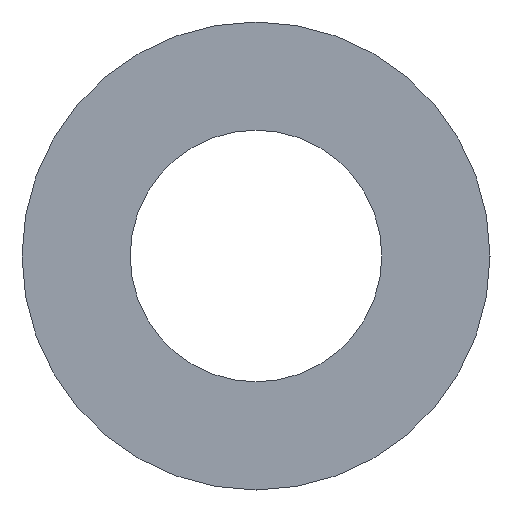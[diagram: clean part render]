
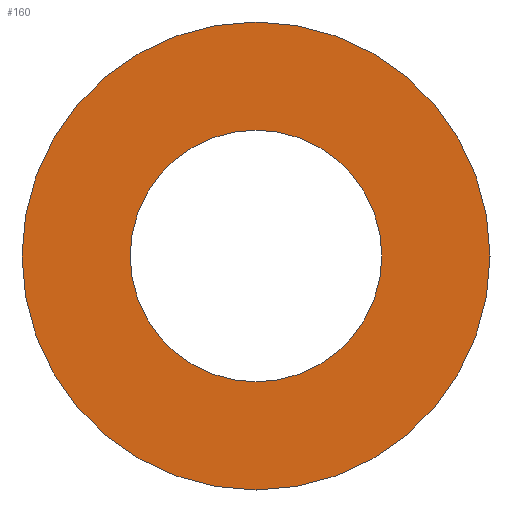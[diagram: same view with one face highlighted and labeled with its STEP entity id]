
A CAD part, front view. The second image highlights one B-rep face of the part: STEP entity #160.
In plain terms, the highlighted planar face has unit normal (0, -1, 0).
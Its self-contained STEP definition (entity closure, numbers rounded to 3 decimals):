
#1 = DIRECTION ( 'NONE',  ( 0., -1., 0. ) ) ;
#2 = CARTESIAN_POINT ( 'NONE',  ( 26.5, 0., 0. ) ) ;
#3 = PLANE ( 'NONE',  #306 ) ;
#13 = DIRECTION ( 'NONE',  ( 0., 0., -1. ) ) ;
#14 = DIRECTION ( 'NONE',  ( 0., -1., 0. ) ) ;
#15 = CARTESIAN_POINT ( 'NONE',  ( 0., 0., 0. ) ) ;
#32 = VERTEX_POINT ( 'NONE', #74 ) ;
#36 = VERTEX_POINT ( 'NONE', #75 ) ;
#42 = VERTEX_POINT ( 'NONE', #78 ) ;
#58 = ORIENTED_EDGE ( 'NONE', *, *, #152, .T. ) ;
#61 = ORIENTED_EDGE ( 'NONE', *, *, #133, .T. ) ;
#68 = CARTESIAN_POINT ( 'NONE',  ( 0., 0., 26.5 ) ) ;
#71 = ORIENTED_EDGE ( 'NONE', *, *, #135, .F. ) ;
#72 = ORIENTED_EDGE ( 'NONE', *, *, #175, .F. ) ;
#74 = CARTESIAN_POINT ( 'NONE',  ( 0., 0., 14.25 ) ) ;
#75 = CARTESIAN_POINT ( 'NONE',  ( 0., 0., -14.25 ) ) ;
#78 = CARTESIAN_POINT ( 'NONE',  ( 0., 0., -26.5 ) ) ;
#83 = VERTEX_POINT ( 'NONE', #68 ) ;
#85 = CARTESIAN_POINT ( 'NONE',  ( 0., 0., 0. ) ) ;
#86 = DIRECTION ( 'NONE',  ( 0., -1., 0. ) ) ;
#88 = DIRECTION ( 'NONE',  ( 0., 0., -1. ) ) ;
#91 = CARTESIAN_POINT ( 'NONE',  ( 0., 0., 0. ) ) ;
#92 = DIRECTION ( 'NONE',  ( 0., -1., 0. ) ) ;
#94 = DIRECTION ( 'NONE',  ( 0., 0., -1. ) ) ;
#126 = EDGE_LOOP ( 'NONE', ( #72, #71 ) ) ;
#127 = EDGE_LOOP ( 'NONE', ( #58, #61 ) ) ;
#133 = EDGE_CURVE ( 'NONE', #83, #42, #153, .T. ) ;
#135 = EDGE_CURVE ( 'NONE', #32, #36, #137, .T. ) ;
#137 = CIRCLE ( 'NONE', #265, 14.25 ) ;
#152 = EDGE_CURVE ( 'NONE', #42, #83, #164, .T. ) ;
#153 = CIRCLE ( 'NONE', #276, 26.5 ) ;
#160 = ADVANCED_FACE ( 'NONE', ( #313, #280 ), #3, .T. ) ;
#164 = CIRCLE ( 'NONE', #302, 26.5 ) ;
#166 = CIRCLE ( 'NONE', #315, 14.25 ) ;
#175 = EDGE_CURVE ( 'NONE', #36, #32, #166, .T. ) ;
#196 = DIRECTION ( 'NONE',  ( 0., -1., 0. ) ) ;
#198 = DIRECTION ( 'NONE',  ( 0., 0., -1. ) ) ;
#213 = DIRECTION ( 'NONE',  ( 0., 0., -1. ) ) ;
#242 = CARTESIAN_POINT ( 'NONE',  ( 0., 0., 0. ) ) ;
#265 = AXIS2_PLACEMENT_3D ( 'NONE', #91, #92, #94 ) ;
#276 = AXIS2_PLACEMENT_3D ( 'NONE', #85, #86, #88 ) ;
#280 = FACE_BOUND ( 'NONE', #126, .T. ) ;
#302 = AXIS2_PLACEMENT_3D ( 'NONE', #15, #14, #13 ) ;
#306 = AXIS2_PLACEMENT_3D ( 'NONE', #2, #1, #213 ) ;
#313 = FACE_OUTER_BOUND ( 'NONE', #127, .T. ) ;
#315 = AXIS2_PLACEMENT_3D ( 'NONE', #242, #196, #198 ) ;
